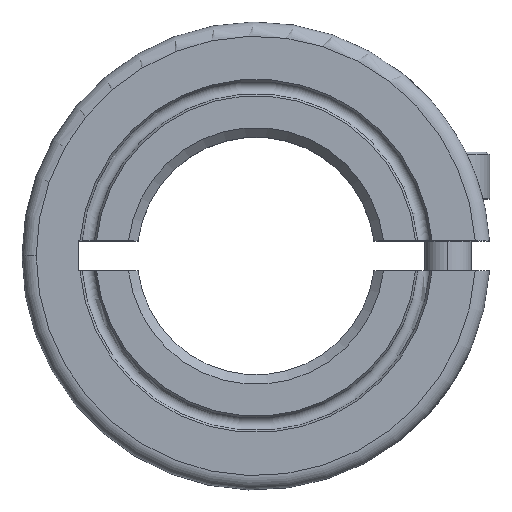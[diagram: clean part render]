
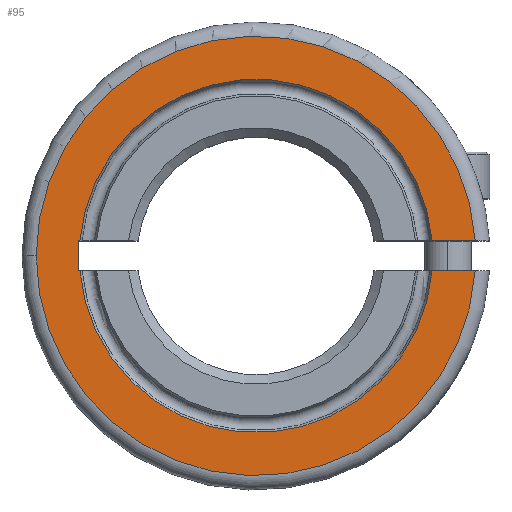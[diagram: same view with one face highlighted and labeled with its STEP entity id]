
A CAD part, top view. The second image highlights one B-rep face of the part: STEP entity #95.
In plain terms, the highlighted planar face has unit normal (0, 0, 1).
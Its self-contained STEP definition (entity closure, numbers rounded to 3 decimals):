
#95=ADVANCED_FACE('NONE',(#232),#233,.T.);
#232=FACE_OUTER_BOUND('',#421,.T.);
#233=PLANE('',#422);
#421=EDGE_LOOP('',(#606,#607,#608,#609,#610,#611,#612,#613,#614));
#422=AXIS2_PLACEMENT_3D('',#615,#616,#617);
#606=ORIENTED_EDGE('',*,*,#1110,.F.);
#607=ORIENTED_EDGE('',*,*,#1111,.T.);
#608=ORIENTED_EDGE('',*,*,#1112,.T.);
#609=ORIENTED_EDGE('',*,*,#1113,.F.);
#610=ORIENTED_EDGE('',*,*,#1114,.F.);
#611=ORIENTED_EDGE('',*,*,#1115,.F.);
#612=ORIENTED_EDGE('',*,*,#1116,.F.);
#613=ORIENTED_EDGE('',*,*,#1117,.F.);
#614=ORIENTED_EDGE('',*,*,#1118,.F.);
#615=CARTESIAN_POINT('',(10.532,37.891,70.633));
#616=DIRECTION('',(0.0,0.0,1.0));
#617=DIRECTION('',(1.0,0.0,0.0));
#1110=EDGE_CURVE('NONE',#1316,#1317,#1318,.T.);
#1111=EDGE_CURVE('NONE',#1316,#1319,#1320,.T.);
#1112=EDGE_CURVE('NONE',#1319,#1321,#1322,.T.);
#1113=EDGE_CURVE('NONE',#1323,#1321,#1324,.T.);
#1114=EDGE_CURVE('NONE',#1325,#1323,#1326,.T.);
#1115=EDGE_CURVE('NONE',#1327,#1325,#1328,.T.);
#1116=EDGE_CURVE('NONE',#1329,#1327,#1330,.T.);
#1117=EDGE_CURVE('NONE',#1331,#1329,#1332,.T.);
#1118=EDGE_CURVE('NONE',#1317,#1331,#1333,.T.);
#1316=VERTEX_POINT('NONE',#1619);
#1317=VERTEX_POINT('NONE',#1620);
#1318=LINE('',#1621,#1622);
#1319=VERTEX_POINT('',#1623);
#1320=CIRCLE('',#1624,11.738);
#1321=VERTEX_POINT('NONE',#1625);
#1322=CIRCLE('',#1626,11.738);
#1323=VERTEX_POINT('NONE',#1627);
#1324=LINE('',#1628,#1629);
#1325=VERTEX_POINT('NONE',#1630);
#1326=CIRCLE('',#1631,9.44);
#1327=VERTEX_POINT('NONE',#1632);
#1328=LINE('',#1633,#1634);
#1329=VERTEX_POINT('NONE',#1635);
#1330=LINE('',#1636,#1637);
#1331=VERTEX_POINT('NONE',#1638);
#1332=LINE('',#1639,#1640);
#1333=CIRCLE('',#1641,9.44);
#1619=CARTESIAN_POINT('',(22.242,38.691,70.633));
#1620=CARTESIAN_POINT('',(19.938,38.691,70.633));
#1621=CARTESIAN_POINT('',(23.032,38.691,70.633));
#1622=VECTOR('',#2160,1000.0);
#1623=CARTESIAN_POINT('',(-1.206,37.891,70.633));
#1624=AXIS2_PLACEMENT_3D('',#2161,#2162,#2163);
#1625=CARTESIAN_POINT('',(22.242,37.09,70.633));
#1626=AXIS2_PLACEMENT_3D('',#2164,#2165,#2166);
#1627=CARTESIAN_POINT('',(19.938,37.09,70.633));
#1628=CARTESIAN_POINT('',(23.032,37.09,70.633));
#1629=VECTOR('',#2167,1000.0);
#1630=CARTESIAN_POINT('',(1.126,37.09,70.633));
#1631=AXIS2_PLACEMENT_3D('',#2168,#2169,#2170);
#1632=CARTESIAN_POINT('',(1.032,37.09,70.633));
#1633=CARTESIAN_POINT('',(23.032,37.09,70.633));
#1634=VECTOR('',#2171,1000.0);
#1635=CARTESIAN_POINT('',(1.032,38.691,70.633));
#1636=CARTESIAN_POINT('',(1.032,38.691,70.633));
#1637=VECTOR('',#2172,1000.0);
#1638=CARTESIAN_POINT('',(1.126,38.691,70.633));
#1639=CARTESIAN_POINT('',(23.032,38.691,70.633));
#1640=VECTOR('',#2173,1000.0);
#1641=AXIS2_PLACEMENT_3D('',#2174,#2175,#2176);
#2160=DIRECTION('',(-1.0,0.,0.0));
#2161=CARTESIAN_POINT('',(10.532,37.891,70.633));
#2162=DIRECTION('',(0.0,0.0,1.0));
#2163=DIRECTION('',(1.0,0.0,0.0));
#2164=CARTESIAN_POINT('',(10.532,37.891,70.633));
#2165=DIRECTION('',(0.0,0.0,1.0));
#2166=DIRECTION('',(1.0,0.0,0.0));
#2167=DIRECTION('',(1.0,0.,0.0));
#2168=CARTESIAN_POINT('',(10.532,37.891,70.633));
#2169=DIRECTION('',(0.0,0.0,1.0));
#2170=DIRECTION('',(1.0,0.0,0.0));
#2171=DIRECTION('',(1.0,0.,0.0));
#2172=DIRECTION('',(0.0,-1.0,0.0));
#2173=DIRECTION('',(-1.0,0.,0.0));
#2174=CARTESIAN_POINT('',(10.532,37.891,70.633));
#2175=DIRECTION('',(0.0,0.0,1.0));
#2176=DIRECTION('',(1.0,0.0,0.0));
